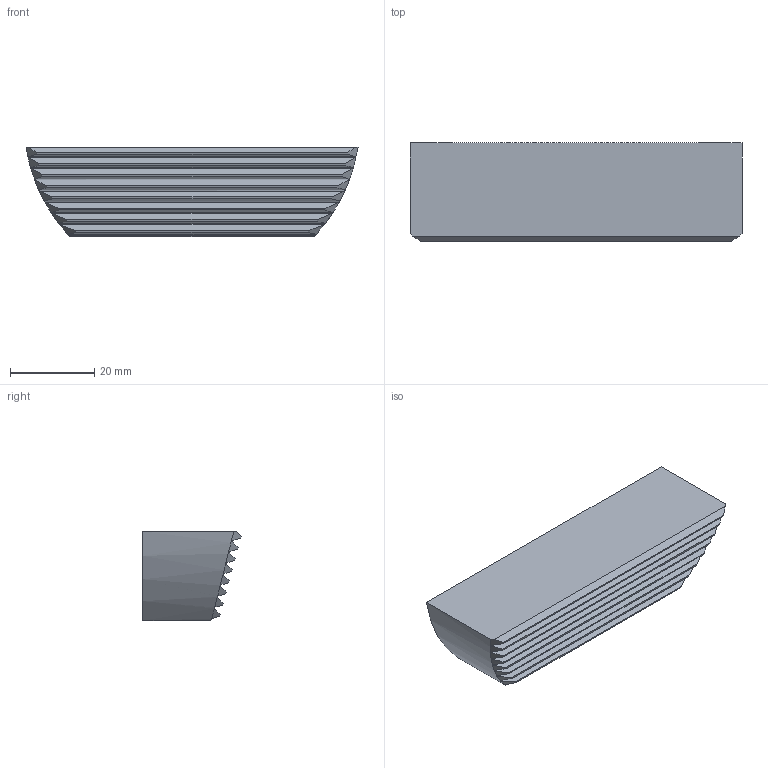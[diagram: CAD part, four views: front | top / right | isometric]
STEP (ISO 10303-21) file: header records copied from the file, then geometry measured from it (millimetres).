
FILE_DESCRIPTION (( 'STEP AP203' ), '1' );
FILE_NAME ('F00-WCB.136.003.STEP', '2017-11-20T09:56:35', ( 'SWIAdmin' ), ( 'Hewlett-Packard Company' ), 'SwSTEP 2.0', 'SolidWorks 2017', '' );
FILE_SCHEMA (( 'CONFIG_CONTROL_DESIGN' ));
Length unit declared in the file: millimetre
Products named in the file (1): F00-WCB.136.003
Bounding box: 79.03 x 23.4 x 21.3 mm (x, y, z)
Volume: 30555.3 mm3; surface area: 7815 mm2
Topology: 1 solids, 1 shells, 50 faces, 138 edges, 90 vertices
Faces by surface type: plane 32, cylinder 10, bspline 8
Entity records: 1960 total; most frequent: CARTESIAN_POINT 800, ORIENTED_EDGE 276, DIRECTION 142, EDGE_CURVE 138, VERTEX_POINT 90, B_SPLINE_CURVE_WITH_KNOTS 82, LINE 52, VECTOR 52
